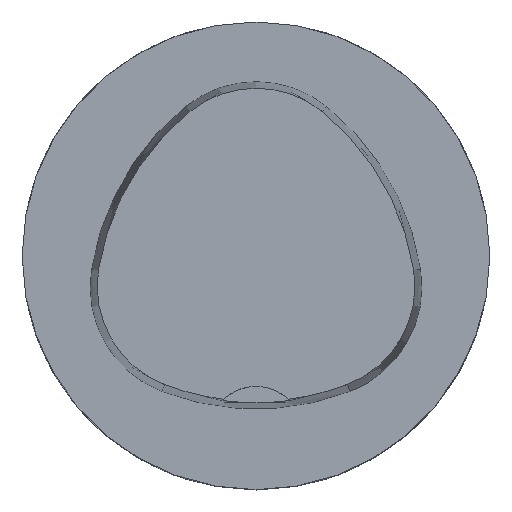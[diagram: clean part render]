
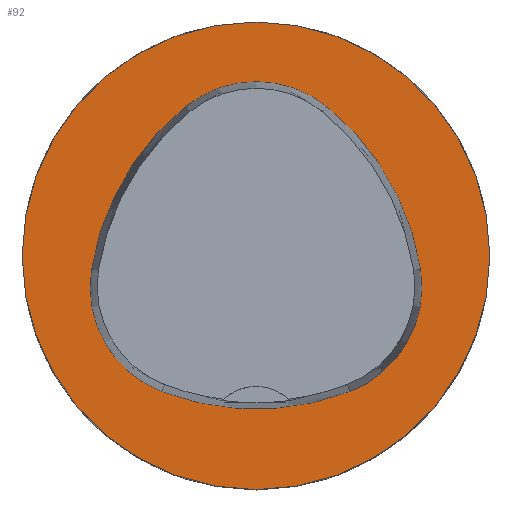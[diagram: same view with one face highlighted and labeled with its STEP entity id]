
A CAD part, top view. The second image highlights one B-rep face of the part: STEP entity #92.
In plain terms, the highlighted planar face has unit normal (0, 0, 1).
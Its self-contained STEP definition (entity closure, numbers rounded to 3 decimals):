
#47=PLANE('',#500);
#92=ADVANCED_FACE('',(#140,#141),#47,.T.);
#113=CIRCLE('',#469,25.);
#116=CIRCLE('',#478,28.);
#118=CIRCLE('',#481,12.);
#120=CIRCLE('',#484,28.);
#122=CIRCLE('',#487,12.);
#126=CIRCLE('',#492,28.);
#128=CIRCLE('',#495,12.);
#140=FACE_BOUND('',#162,.T.);
#141=FACE_BOUND('',#163,.T.);
#162=EDGE_LOOP('',(#247,#248,#249,#250,#251,#252));
#163=EDGE_LOOP('',(#253));
#247=ORIENTED_EDGE('',*,*,#374,.T.);
#248=ORIENTED_EDGE('',*,*,#354,.T.);
#249=ORIENTED_EDGE('',*,*,#358,.T.);
#250=ORIENTED_EDGE('',*,*,#361,.T.);
#251=ORIENTED_EDGE('',*,*,#364,.T.);
#252=ORIENTED_EDGE('',*,*,#372,.T.);
#253=ORIENTED_EDGE('',*,*,#343,.F.);
#306=VERTEX_POINT('',#687);
#317=VERTEX_POINT('',#711);
#318=VERTEX_POINT('',#712);
#321=VERTEX_POINT('',#720);
#323=VERTEX_POINT('',#726);
#325=VERTEX_POINT('',#732);
#332=VERTEX_POINT('',#753);
#343=EDGE_CURVE('',#306,#306,#113,.T.);
#354=EDGE_CURVE('',#317,#318,#116,.T.);
#358=EDGE_CURVE('',#318,#321,#118,.T.);
#361=EDGE_CURVE('',#321,#323,#120,.T.);
#364=EDGE_CURVE('',#323,#325,#122,.T.);
#372=EDGE_CURVE('',#325,#332,#126,.T.);
#374=EDGE_CURVE('',#332,#317,#128,.T.);
#469=AXIS2_PLACEMENT_3D('',#686,#541,#542);
#478=AXIS2_PLACEMENT_3D('',#710,#563,#564);
#481=AXIS2_PLACEMENT_3D('',#719,#571,#572);
#484=AXIS2_PLACEMENT_3D('',#725,#578,#579);
#487=AXIS2_PLACEMENT_3D('',#731,#585,#586);
#492=AXIS2_PLACEMENT_3D('',#754,#597,#598);
#495=AXIS2_PLACEMENT_3D('',#757,#603,#604);
#500=AXIS2_PLACEMENT_3D('',#762,#613,#614);
#541=DIRECTION('',(0.,0.,-1.));
#542=DIRECTION('',(-1.,0.,0.));
#563=DIRECTION('',(0.,0.,-1.));
#564=DIRECTION('',(-1.,0.,0.));
#571=DIRECTION('',(0.,0.,-1.));
#572=DIRECTION('',(-1.,0.,0.));
#578=DIRECTION('',(0.,0.,-1.));
#579=DIRECTION('',(-1.,0.,0.));
#585=DIRECTION('',(0.,0.,-1.));
#586=DIRECTION('',(-1.,0.,0.));
#597=DIRECTION('',(0.,0.,-1.));
#598=DIRECTION('',(-1.,0.,0.));
#603=DIRECTION('',(0.,0.,-1.));
#604=DIRECTION('',(-1.,0.,0.));
#613=DIRECTION('',(0.,0.,1.));
#614=DIRECTION('',(1.,0.,0.));
#686=CARTESIAN_POINT('',(0.,0.,0.));
#687=CARTESIAN_POINT('',(-25.,0.,0.));
#710=CARTESIAN_POINT('',(10.068,-5.824,0.));
#711=CARTESIAN_POINT('',(-17.584,-1.424,0.));
#712=CARTESIAN_POINT('',(-7.531,15.953,0.));
#719=CARTESIAN_POINT('',(0.011,6.62,0.));
#720=CARTESIAN_POINT('',(7.567,15.942,0.));
#725=CARTESIAN_POINT('',(-10.063,-5.81,0.));
#726=CARTESIAN_POINT('',(17.59,-1.418,0.));
#731=CARTESIAN_POINT('',(5.739,-3.3,0.));
#732=CARTESIAN_POINT('',(10.05,-14.499,0.));
#753=CARTESIAN_POINT('',(-10.025,-14.516,0.));
#754=CARTESIAN_POINT('',(-0.01,11.631,0.));
#757=CARTESIAN_POINT('',(-5.733,-3.31,0.));
#762=CARTESIAN_POINT('',(0.,0.,0.));
